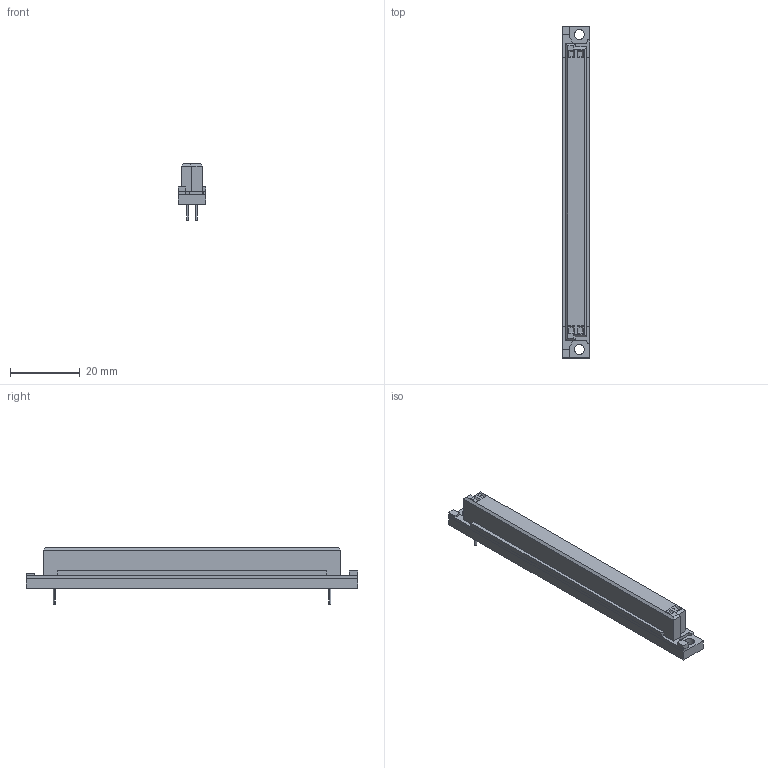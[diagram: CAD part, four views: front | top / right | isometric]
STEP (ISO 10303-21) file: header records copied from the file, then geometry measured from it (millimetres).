
FILE_DESCRIPTION((''),'2;1');
FILE_NAME('HARTING_09 02 264 6825.stp','2011-06-30T17:31:23',(''),(''),'Mechanical Desktop 2011','Mechanical Desktop 2011',', , ');
FILE_SCHEMA(('AUTOMOTIVE_DESIGN { 1 2 10303 214 1 1 1 1 }'));
Length unit declared in the file: millimetre
Products named in the file (1): Product
Bounding box: 8 x 94.9 x 16.1 mm (x, y, z)
Volume: 6880.2 mm3; surface area: 6888.3 mm2
Topology: 10 solids, 10 shells, 100 faces, 220 edges, 144 vertices
Faces by surface type: plane 84, cylinder 10, bspline 6
Entity records: 2744 total; most frequent: CARTESIAN_POINT 483, ORIENTED_EDGE 440, DIRECTION 430, EDGE_CURVE 220, VECTOR 200, LINE 200, VERTEX_POINT 144, AXIS2_PLACEMENT_3D 115
